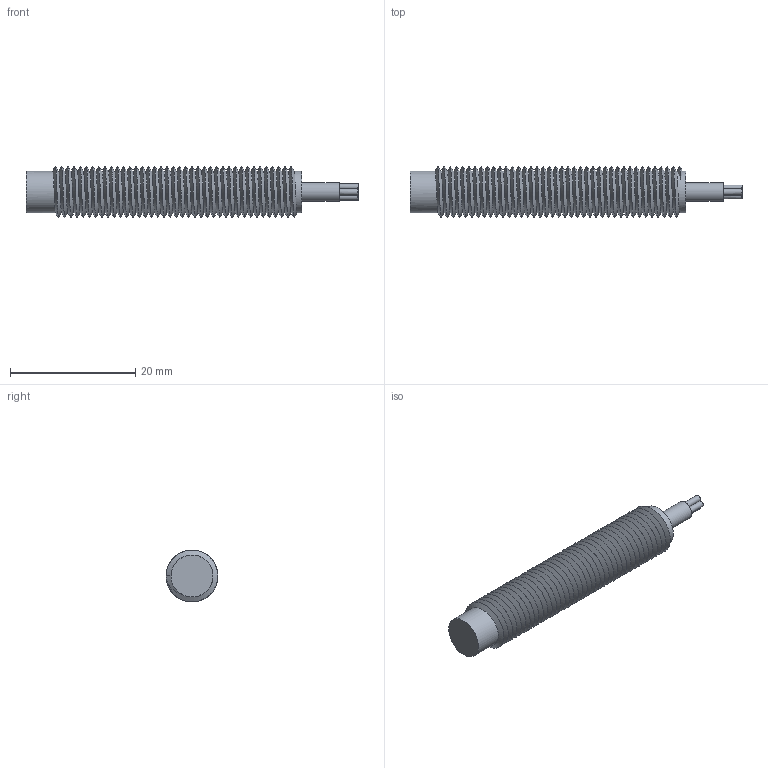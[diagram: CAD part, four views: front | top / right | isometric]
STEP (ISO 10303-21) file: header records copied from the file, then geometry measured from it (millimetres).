
FILE_DESCRIPTION( ('This file contains a STEP AP42 implementation' ,'as created by ZW3D STEP Interface translator.') ,'2;1' );
FILE_NAME( 'ECS2-0804X-X4UX.stp' ,'20 519.16 150', (''), ('ZWCAD Software Co.'), 'Version 1.0', 'ZW3D to STEP translator', '' );
FILE_SCHEMA(('AUTOMOTIVE_DESIGN'));
Length unit declared in the file: millimetre
Products named in the file (2): 0; 鼠宒奪赽
Bounding box: 53 x 8.26 x 8.26 mm (x, y, z)
Volume: 2013.8 mm3; surface area: 2008.4 mm2
Topology: 1 solids, 1 shells, 61 faces, 172 edges, 123 vertices
Faces by surface type: bspline 61
Entity records: 4036 total; most frequent: CARTESIAN_POINT 3081, ORIENTED_EDGE 312, EDGE_CURVE 156, VERTEX_POINT 102, EDGE_LOOP 66, B_SPLINE_CURVE_WITH_KNOTS 63, FACE_OUTER_BOUND 61, ADVANCED_FACE 61
